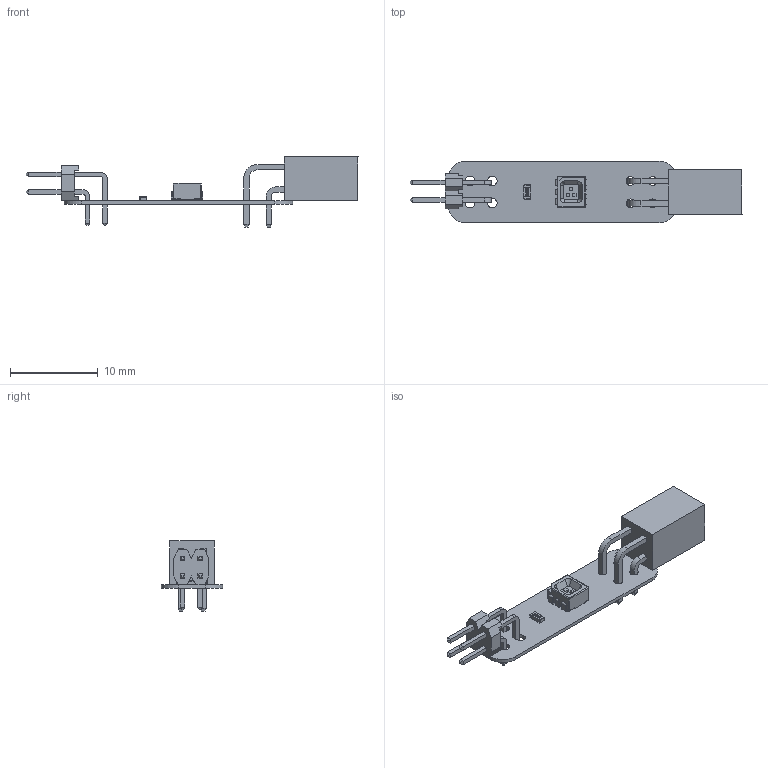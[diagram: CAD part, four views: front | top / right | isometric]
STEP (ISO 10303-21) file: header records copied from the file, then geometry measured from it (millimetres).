
FILE_DESCRIPTION(('Open CASCADE Model'),'2;1');
FILE_NAME('Open CASCADE Shape Model','2020-05-05T10:30:37',('Author'),( 'Open CASCADE'),'Open CASCADE STEP processor 6.8','Open CASCADE 6.8' ,'Unknown');
FILE_SCHEMA(('AUTOMOTIVE_DESIGN { 1 0 10303 214 1 1 1 1 }'));
Length unit declared in the file: millimetre
Products named in the file (10): PCB; Board; *; User_Library-PLD2-xx-R; User_Library-PBD-R; VD?; User_Library-LED_RGB_Osram_LRTB_G6SG; R?; chip_0603_r
Assembly tree (9 placements, depth 3):
  PCB
    Board
    *
      User_Library-PLD2-xx-R
    *
      User_Library-PBD-R
    VD?
      User_Library-LED_RGB_Osram_LRTB_G6SG
    R?
      chip_0603_r
Bounding box: 37.8 x 7 x 8 mm (x, y, z)
Volume: 324.8 mm3; surface area: 1013.7 mm2
Topology: 12 solids, 12 shells, 606 faces, 1539 edges, 977 vertices
Faces by surface type: plane 363, bspline 142, cylinder 90, sphere 7, cone 4
Full cylindrical faces by diameter (mm): 1 x4, 1.1 x4
Entity records: 29069 total; most frequent: CARTESIAN_POINT 11425, ORIENTED_EDGE 3048, DIRECTION 2332, EDGE_CURVE 1524, LINE 1076, VECTOR 1076, VERTEX_POINT 977, FACE_BOUND 663
